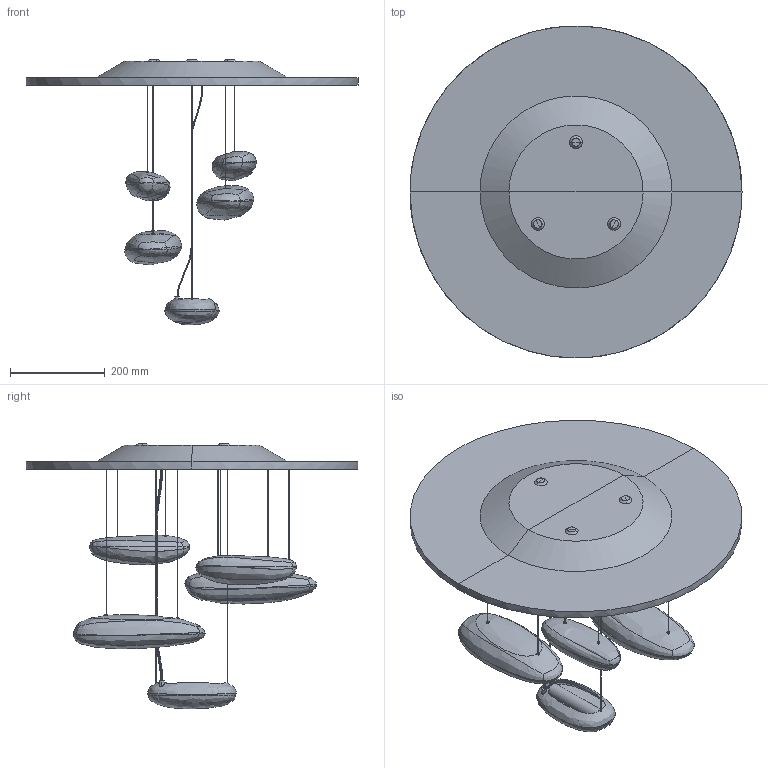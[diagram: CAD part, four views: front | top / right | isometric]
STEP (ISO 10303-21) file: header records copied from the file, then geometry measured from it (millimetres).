
FILE_DESCRIPTION(/* description */ (''),/* implementation_level */ '2;1');
FILE_NAME(/* name */ 'mercury mini ali ok RIDun',/* time_stamp */ '2012-01-25T16:05:15+01:00',/* author */ (''),/* organization */ (''),/* preprocessor_version */ 'ST-DEVELOPER v10',/* originating_system */ '',/* authorisation */ '');
FILE_SCHEMA (('CONFIG_CONTROL_DESIGN'));
Length unit declared in the file: millimetre
Products named in the file (1): 1
Bounding box: 700 x 699.88 x 560.81 mm (x, y, z)
Volume: 9280731.1 mm3; surface area: 1134862 mm2
Topology: 11 solids, 33 shells, 214 faces, 598 edges, 393 vertices
Faces by surface type: bspline 145, plane 69
Entity records: 30954 total; most frequent: CARTESIAN_POINT 27546, ORIENTED_EDGE 921, EDGE_CURVE 588, B_SPLINE_CURVE_WITH_KNOTS 402, VERTEX_POINT 393, EDGE_LOOP 226, ADVANCED_FACE 214, FACE_OUTER_BOUND 214
